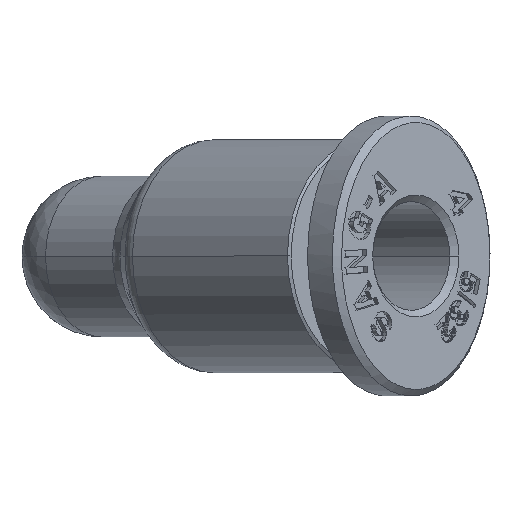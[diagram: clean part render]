
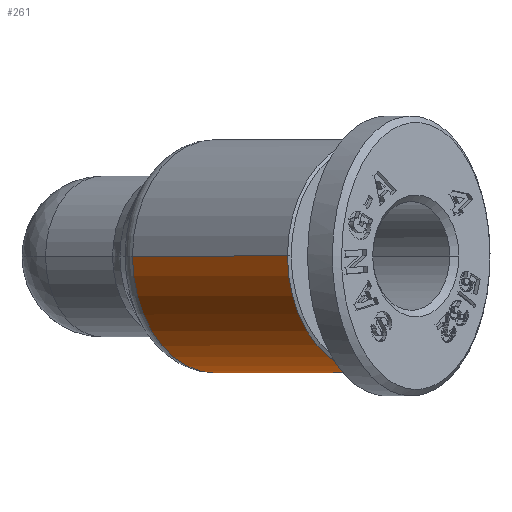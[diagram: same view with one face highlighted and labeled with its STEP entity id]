
A CAD part, top view. The second image highlights one B-rep face of the part: STEP entity #261.
In plain terms, the highlighted cylindrical face has radius 4.5 mm (diameter 9 mm), a partial arc.
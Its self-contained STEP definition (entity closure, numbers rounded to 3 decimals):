
#220=CARTESIAN_POINT('',(6.153,0.,9.344));
#221=DIRECTION('',(0.707,0.,0.707));
#222=DIRECTION('',(-0.707,0.,0.707));
#223=AXIS2_PLACEMENT_3D('',#220,#221,#222);
#224=CYLINDRICAL_SURFACE('',#223,4.5);
#225=CARTESIAN_POINT('',(0.492,0.,10.046));
#226=VERTEX_POINT('',#225);
#227=CARTESIAN_POINT('',(6.471,0.,16.026));
#228=VERTEX_POINT('',#227);
#229=CARTESIAN_POINT('',(0.492,0.,10.046));
#230=DIRECTION('',(0.707,0.,0.707));
#231=VECTOR('',#230,8.457);
#232=LINE('',#229,#231);
#233=EDGE_CURVE('',#226,#228,#232,.T.);
#234=ORIENTED_EDGE('',*,*,#233,.F.);
#235=CARTESIAN_POINT('',(6.856,0.,3.682));
#236=VERTEX_POINT('',#235);
#237=CARTESIAN_POINT('',(3.674,0.,6.864));
#238=DIRECTION('',(-0.707,0.,-0.707));
#239=DIRECTION('',(0.707,0.,-0.707));
#240=AXIS2_PLACEMENT_3D('',#237,#238,#239);
#241=CIRCLE('',#240,4.5);
#242=EDGE_CURVE('',#236,#226,#241,.T.);
#243=ORIENTED_EDGE('',*,*,#242,.F.);
#244=CARTESIAN_POINT('',(12.835,0.,9.662));
#245=VERTEX_POINT('',#244);
#246=CARTESIAN_POINT('',(12.835,0.,9.662));
#247=DIRECTION('',(-0.707,0.,-0.707));
#248=VECTOR('',#247,8.457);
#249=LINE('',#246,#248);
#250=EDGE_CURVE('',#245,#236,#249,.T.);
#251=ORIENTED_EDGE('',*,*,#250,.F.);
#252=CARTESIAN_POINT('',(9.653,0.,12.844));
#253=DIRECTION('',(0.707,0.,0.707));
#254=DIRECTION('',(0.707,0.,-0.707));
#255=AXIS2_PLACEMENT_3D('',#252,#253,#254);
#256=CIRCLE('',#255,4.5);
#257=EDGE_CURVE('',#228,#245,#256,.T.);
#258=ORIENTED_EDGE('',*,*,#257,.F.);
#259=EDGE_LOOP('',(#234,#243,#251,#258));
#260=FACE_OUTER_BOUND('',#259,.T.);
#261=ADVANCED_FACE('',(#260),#224,.T.);
